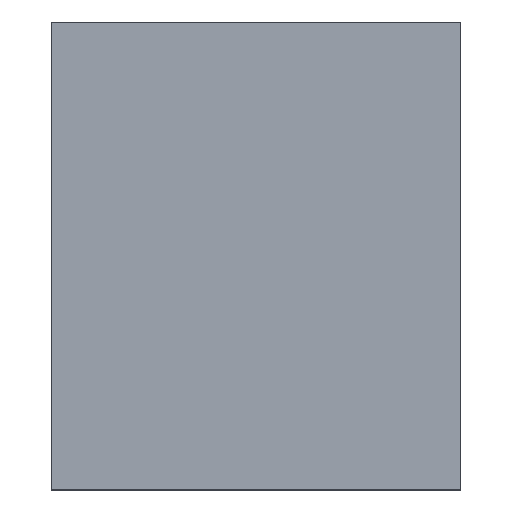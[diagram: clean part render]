
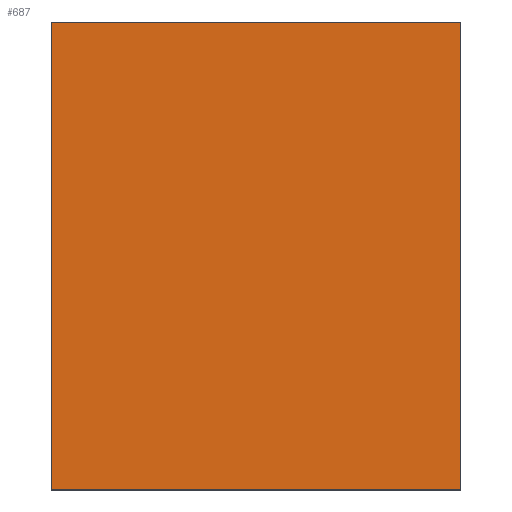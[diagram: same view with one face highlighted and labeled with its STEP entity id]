
A CAD part, left-side view. The second image highlights one B-rep face of the part: STEP entity #687.
In plain terms, the highlighted planar face has unit normal (-1, 0, 0).
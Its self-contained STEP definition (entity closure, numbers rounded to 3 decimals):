
#8 = LINE ( 'NONE', #263, #480 ) ;
#61 = VERTEX_POINT ( 'NONE', #610 ) ;
#71 = DIRECTION ( 'NONE',  ( 0., -1., 0. ) ) ;
#131 = ORIENTED_EDGE ( 'NONE', *, *, #577, .F. ) ;
#138 = ORIENTED_EDGE ( 'NONE', *, *, #271, .F. ) ;
#182 = EDGE_CURVE ( 'NONE', #722, #723, #744, .T. ) ;
#188 = EDGE_LOOP ( 'NONE', ( #284, #131, #138, #403 ) ) ;
#213 = CARTESIAN_POINT ( 'NONE',  ( -0.8, 0.7, -0.4 ) ) ;
#263 = CARTESIAN_POINT ( 'NONE',  ( -0.8, 0.7, 0.4 ) ) ;
#270 = VECTOR ( 'NONE', #368, 1000. ) ;
#271 = EDGE_CURVE ( 'NONE', #61, #645, #8, .T. ) ;
#284 = ORIENTED_EDGE ( 'NONE', *, *, #182, .T. ) ;
#368 = DIRECTION ( 'NONE',  ( 0., -1., 0. ) ) ;
#373 = LINE ( 'NONE', #213, #804 ) ;
#403 = ORIENTED_EDGE ( 'NONE', *, *, #407, .T. ) ;
#407 = EDGE_CURVE ( 'NONE', #61, #722, #373, .T. ) ;
#451 = AXIS2_PLACEMENT_3D ( 'NONE', #609, #530, #830 ) ;
#469 = CARTESIAN_POINT ( 'NONE',  ( -0.8, 0., 0.4 ) ) ;
#480 = VECTOR ( 'NONE', #543, 1000. ) ;
#530 = DIRECTION ( 'NONE',  ( 1., 0., 0. ) ) ;
#543 = DIRECTION ( 'NONE',  ( 0., 0., 1. ) ) ;
#560 = DIRECTION ( 'NONE',  ( 0., 0., 1. ) ) ;
#577 = EDGE_CURVE ( 'NONE', #645, #723, #664, .T. ) ;
#609 = CARTESIAN_POINT ( 'NONE',  ( -0.8, 0.7, 0.4 ) ) ;
#610 = CARTESIAN_POINT ( 'NONE',  ( -0.8, 0.7, -0.4 ) ) ;
#645 = VERTEX_POINT ( 'NONE', #734 ) ;
#658 = FACE_OUTER_BOUND ( 'NONE', #188, .T. ) ;
#664 = LINE ( 'NONE', #669, #270 ) ;
#669 = CARTESIAN_POINT ( 'NONE',  ( -0.8, 0.7, 0.4 ) ) ;
#682 = PLANE ( 'NONE',  #451 ) ;
#687 = ADVANCED_FACE ( 'NONE', ( #658 ), #682, .F. ) ;
#722 = VERTEX_POINT ( 'NONE', #909 ) ;
#723 = VERTEX_POINT ( 'NONE', #913 ) ;
#734 = CARTESIAN_POINT ( 'NONE',  ( -0.8, 0.7, 0.4 ) ) ;
#744 = LINE ( 'NONE', #469, #812 ) ;
#804 = VECTOR ( 'NONE', #71, 1000. ) ;
#812 = VECTOR ( 'NONE', #560, 1000. ) ;
#830 = DIRECTION ( 'NONE',  ( 0., 0., -1. ) ) ;
#909 = CARTESIAN_POINT ( 'NONE',  ( -0.8, 0., -0.4 ) ) ;
#913 = CARTESIAN_POINT ( 'NONE',  ( -0.8, 0., 0.4 ) ) ;
